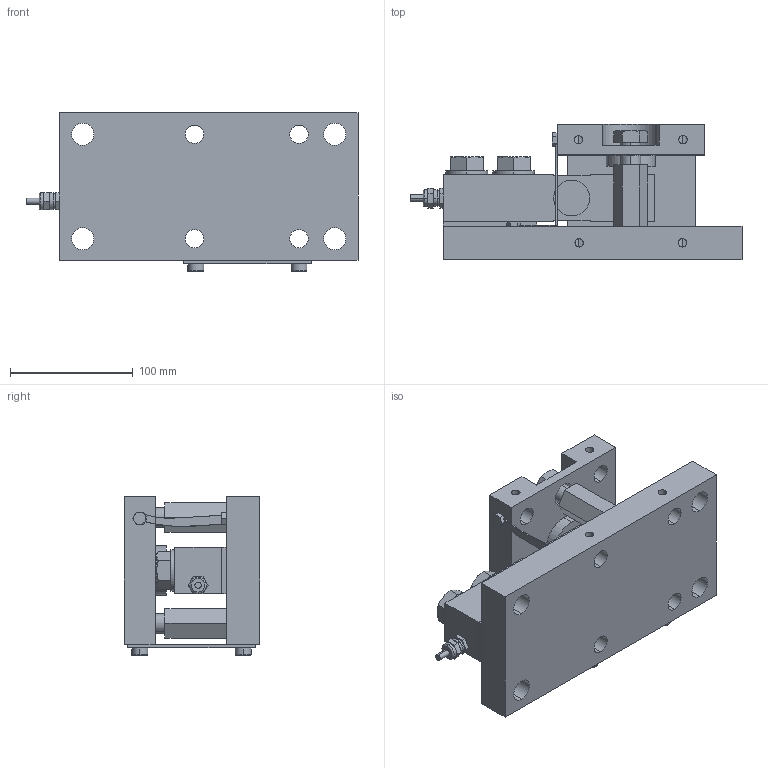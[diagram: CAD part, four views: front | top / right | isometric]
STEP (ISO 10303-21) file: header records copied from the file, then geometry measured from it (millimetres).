
FILE_DESCRIPTION (( 'STEP AP203' ), '1' );
FILE_NAME ('563YSM3-(3000-5000)kg-02.STEP', '2025-07-11T08:49:06', ( '' ), ( '' ), 'SwSTEP 2.0', 'SolidWorks 2024', '' );
FILE_SCHEMA (( 'CONFIG_CONTROL_DESIGN' ));
Length unit declared in the file: millimetre
Products named in the file (1): 563YSM3-(3000-5000)kg-02
Bounding box: 270.1 x 110 x 129 mm (x, y, z)
Volume: 1418703.8 mm3; surface area: 209397.8 mm2
Topology: 8 solids, 8 shells, 291 faces, 718 edges, 461 vertices
Faces by surface type: plane 172, cylinder 67, cone 38, torus 10, bspline 4
Entity records: 9186 total; most frequent: CARTESIAN_POINT 2192, ORIENTED_EDGE 1436, DIRECTION 1383, EDGE_CURVE 718, AXIS2_PLACEMENT_3D 476, VERTEX_POINT 461, VECTOR 431, LINE 431
